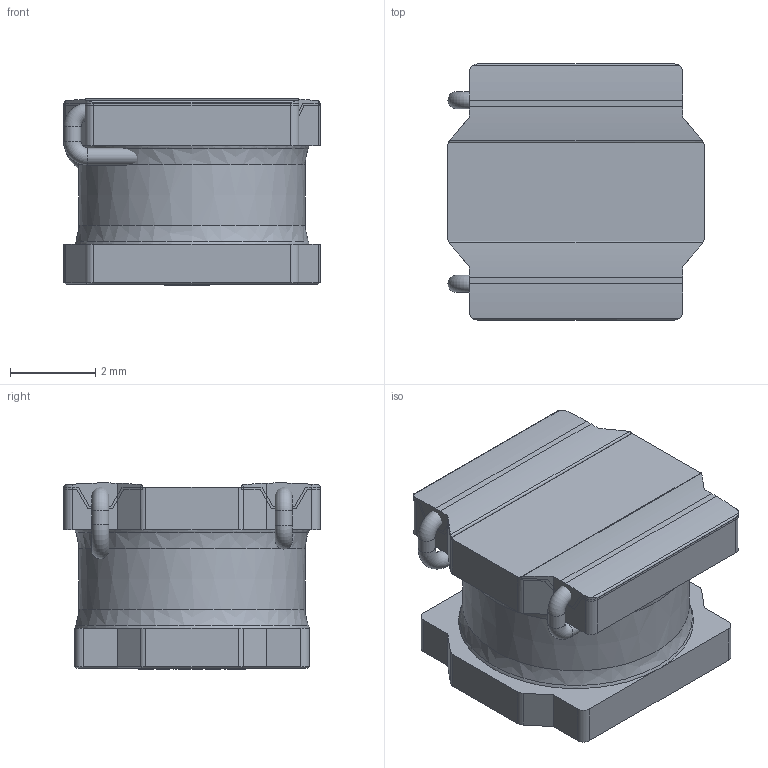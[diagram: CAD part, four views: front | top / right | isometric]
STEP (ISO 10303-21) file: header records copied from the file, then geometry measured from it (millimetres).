
FILE_DESCRIPTION(/* description */ (''),/* implementation_level */ '2;1');
FILE_NAME(/* name */ 'HPC6045.stp',/* time_stamp */ '2021-07-30T08:56:41+08:00',/* author */ (''),/* organization */ (''),/* preprocessor_version */ 'ST-DEVELOPER v16.7',/* originating_system */ 'SIEMENS PLM Software NX 12.0',/* authorisation */ '');
FILE_SCHEMA (('AUTOMOTIVE_DESIGN { 1 0 10303 214 3 1 1 1 }'));
Length unit declared in the file: millimetre
Products named in the file (1): HPC6045
Bounding box: 6 x 6 x 4.36 mm (x, y, z)
Volume: 129.4 mm3; surface area: 522.3 mm2
Topology: 20 solids, 20 shells, 367 faces, 875 edges, 550 vertices
Faces by surface type: plane 185, torus 76, cylinder 47, extrusion 45, cone 8, bspline 6
Full cylindrical faces by diameter (mm): 0.4 x6, 3.1 x1
Entity records: 11442 total; most frequent: CARTESIAN_POINT 3475, ORIENTED_EDGE 1572, DIRECTION 1427, EDGE_CURVE 786, VERTEX_POINT 550, AXIS2_PLACEMENT_3D 487, EDGE_LOOP 464, VECTOR 453
